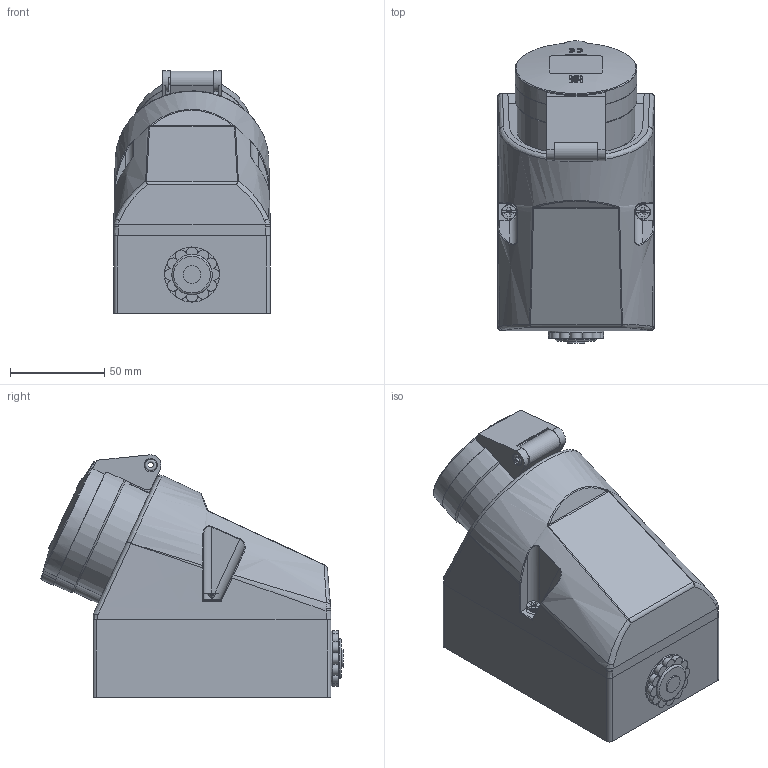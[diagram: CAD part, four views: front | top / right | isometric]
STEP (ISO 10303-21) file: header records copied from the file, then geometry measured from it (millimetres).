
FILE_DESCRIPTION(/* description */ (''),/* implementation_level */ '2;1');
FILE_NAME(/* name */ '11909.stp',/* time_stamp */ '2023-09-04T13:23:39+02:00',/* author */ ('massmann'),/* organization */ (''),/* preprocessor_version */ 'ST-DEVELOPER v17',/* originating_system */ 'Autodesk Inventor 2018',/* authorisation */ '');
FILE_SCHEMA (('AUTOMOTIVE_DESIGN { 1 0 10303 214 3 1 1 }'));
Products named in the file (1): 11909
Bounding box: 83 x 160.12 x 128.5 mm (x, y, z)
Volume: 949067.7 mm3; surface area: 80893.1 mm2
Topology: 1 solids, 1 shells, 1045 faces, 2713 edges, 1793 vertices
Faces by surface type: plane 528, bspline 356, cylinder 123, torus 20, cone 11, sphere 7
Full cylindrical faces by diameter (mm): 3 x1, 3.45 x2, 4 x1, 4.3 x3, 4.5 x2, 5 x2, 5.5 x6, 6 x2, 7 x2, 9.5 x1, 11 x4, 21.4 x1, 25 x2, 29.2 x1
Entity records: 45057 total; most frequent: CARTESIAN_POINT 20936, ORIENTED_EDGE 5420, DIRECTION 3552, EDGE_CURVE 2710, VERTEX_POINT 1793, LINE 1224, VECTOR 1224, EDGE_LOOP 1179
